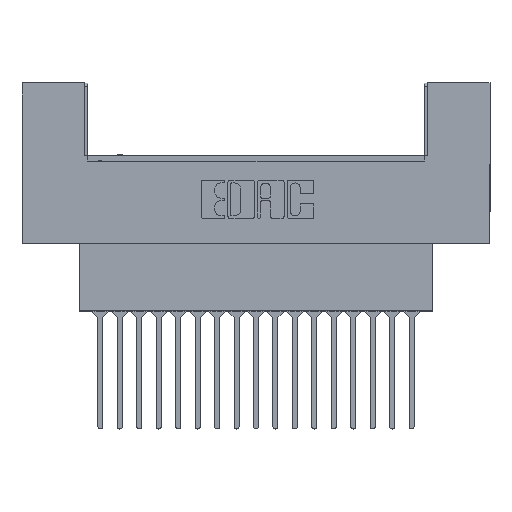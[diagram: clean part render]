
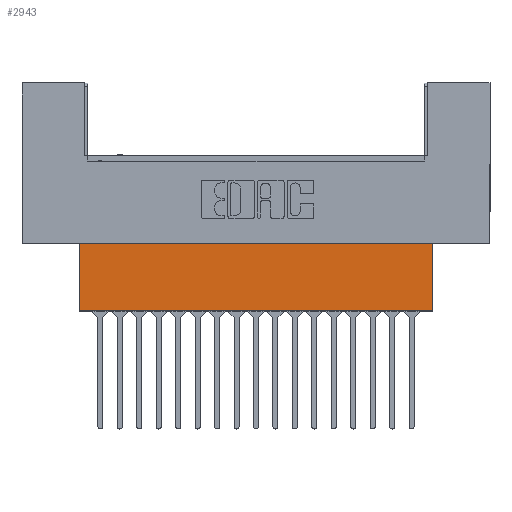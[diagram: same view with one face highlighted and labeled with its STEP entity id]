
A CAD part, top view. The second image highlights one B-rep face of the part: STEP entity #2943.
In plain terms, the highlighted planar face has unit normal (0, 0, 1).
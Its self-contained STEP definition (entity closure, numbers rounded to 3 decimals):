
#267 = ORIENTED_EDGE ( 'NONE', *, *, #2690, .T. ) ;
#774 = DIRECTION ( 'NONE',  ( 0., 1., 0. ) ) ;
#779 = DIRECTION ( 'NONE',  ( 0., 1., 0. ) ) ;
#1536 = VECTOR ( 'NONE', #20715, 1000. ) ;
#2690 = EDGE_CURVE ( 'NONE', #23737, #11174, #16896, .T. ) ;
#2829 = PLANE ( 'NONE',  #15623 ) ;
#2921 = ORIENTED_EDGE ( 'NONE', *, *, #17415, .F. ) ;
#2943 = ADVANCED_FACE ( 'NONE', ( #22428 ), #2829, .F. ) ;
#3252 = CARTESIAN_POINT ( 'NONE',  ( 7.468, 0., -3.962 ) ) ;
#3630 = VECTOR ( 'NONE', #13110, 1000. ) ;
#3697 = VECTOR ( 'NONE', #779, 1000. ) ;
#3987 = CARTESIAN_POINT ( 'NONE',  ( 7.468, -8.814, -3.962 ) ) ;
#4230 = CARTESIAN_POINT ( 'NONE',  ( 61.112, -8.814, -3.962 ) ) ;
#4573 = CARTESIAN_POINT ( 'NONE',  ( 61.112, 0., -3.962 ) ) ;
#5774 = VERTEX_POINT ( 'NONE', #3987 ) ;
#6236 = ORIENTED_EDGE ( 'NONE', *, *, #12192, .F. ) ;
#11174 = VERTEX_POINT ( 'NONE', #3252 ) ;
#12192 = EDGE_CURVE ( 'NONE', #16679, #5774, #23250, .T. ) ;
#13110 = DIRECTION ( 'NONE',  ( 0., -1., 0. ) ) ;
#13236 = CARTESIAN_POINT ( 'NONE',  ( 61.112, 0., -3.962 ) ) ;
#13666 = LINE ( 'NONE', #14876, #3630 ) ;
#13828 = ORIENTED_EDGE ( 'NONE', *, *, #23073, .F. ) ;
#14309 = CARTESIAN_POINT ( 'NONE',  ( 53.645, -8.814, -3.962 ) ) ;
#14712 = EDGE_LOOP ( 'NONE', ( #6236, #2921, #267, #13828 ) ) ;
#14876 = CARTESIAN_POINT ( 'NONE',  ( 53.645, -8.814, -3.962 ) ) ;
#15456 = DIRECTION ( 'NONE',  ( -1., 0., 0. ) ) ;
#15623 = AXIS2_PLACEMENT_3D ( 'NONE', #4573, #15969, #774 ) ;
#15709 = CARTESIAN_POINT ( 'NONE',  ( 53.645, 0., -3.962 ) ) ;
#15737 = CARTESIAN_POINT ( 'NONE',  ( 7.468, -8.814, -3.962 ) ) ;
#15969 = DIRECTION ( 'NONE',  ( 0., 0., -1. ) ) ;
#16679 = VERTEX_POINT ( 'NONE', #14309 ) ;
#16896 = LINE ( 'NONE', #13236, #1536 ) ;
#17415 = EDGE_CURVE ( 'NONE', #23737, #16679, #13666, .T. ) ;
#19031 = LINE ( 'NONE', #15737, #3697 ) ;
#20715 = DIRECTION ( 'NONE',  ( -1., 0., 0. ) ) ;
#21213 = VECTOR ( 'NONE', #15456, 1000. ) ;
#22428 = FACE_OUTER_BOUND ( 'NONE', #14712, .T. ) ;
#23073 = EDGE_CURVE ( 'NONE', #5774, #11174, #19031, .T. ) ;
#23250 = LINE ( 'NONE', #4230, #21213 ) ;
#23737 = VERTEX_POINT ( 'NONE', #15709 ) ;
